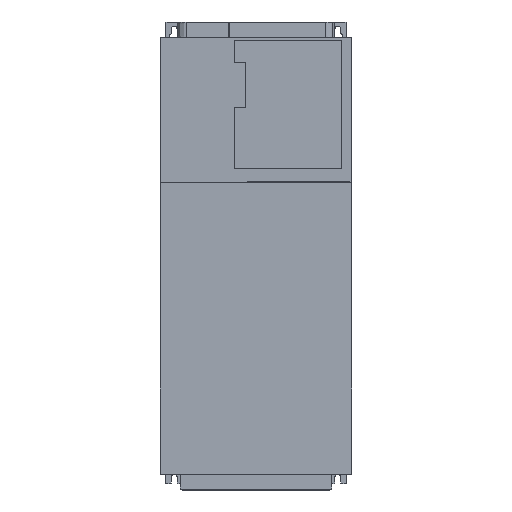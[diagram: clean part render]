
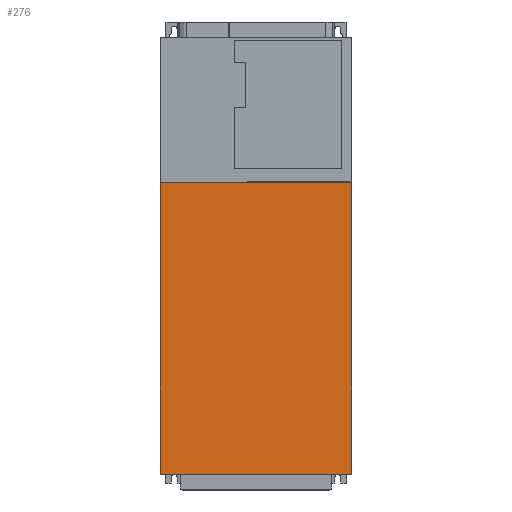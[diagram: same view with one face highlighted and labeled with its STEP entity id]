
A CAD part, top view. The second image highlights one B-rep face of the part: STEP entity #276.
In plain terms, the highlighted planar face has unit normal (0, 0, 1).
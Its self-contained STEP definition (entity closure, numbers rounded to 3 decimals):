
#33=DIRECTION('',(0.,1.,0.));
#34=VECTOR('',#33,299.571);
#35=CARTESIAN_POINT('',(98.,-224.086,15.544));
#36=LINE('',#35,#34);
#53=DIRECTION('',(1.,0.,0.));
#54=VECTOR('',#53,196.);
#55=CARTESIAN_POINT('',(-98.,-224.086,15.544));
#56=LINE('',#55,#54);
#57=DIRECTION('',(0.,1.,0.));
#58=VECTOR('',#57,299.571);
#59=CARTESIAN_POINT('',(-98.,-224.086,15.544));
#60=LINE('',#59,#58);
#65=DIRECTION('',(-1.,0.,0.));
#66=VECTOR('',#65,196.);
#67=CARTESIAN_POINT('',(98.,75.485,15.544));
#68=LINE('',#67,#66);
#127=CARTESIAN_POINT('',(-98.,75.485,15.544));
#128=VERTEX_POINT('',#127);
#129=CARTESIAN_POINT('',(98.,75.485,15.544));
#130=VERTEX_POINT('',#129);
#142=CARTESIAN_POINT('',(-98.,-224.086,15.544));
#144=VERTEX_POINT('',#142);
#145=CARTESIAN_POINT('',(98.,-224.086,15.544));
#146=VERTEX_POINT('',#145);
#264=CARTESIAN_POINT('',(-98.,75.485,15.544));
#265=DIRECTION('',(0.,0.,1.));
#266=DIRECTION('',(0.,-1.,0.));
#267=AXIS2_PLACEMENT_3D('',#264,#265,#266);
#268=PLANE('',#267);
#269=ORIENTED_EDGE('',*,*,#195,.F.);
#270=ORIENTED_EDGE('',*,*,#176,.T.);
#272=ORIENTED_EDGE('',*,*,#271,.F.);
#273=ORIENTED_EDGE('',*,*,#253,.F.);
#274=EDGE_LOOP('',(#269,#270,#272,#273));
#275=FACE_OUTER_BOUND('',#274,.F.);
#276=ADVANCED_FACE('',(#275),#268,.T.);
#176=EDGE_CURVE('',#144,#128,#60,.T.);
#195=EDGE_CURVE('',#144,#146,#56,.T.);
#253=EDGE_CURVE('',#146,#130,#36,.T.);
#271=EDGE_CURVE('',#130,#128,#68,.T.);
